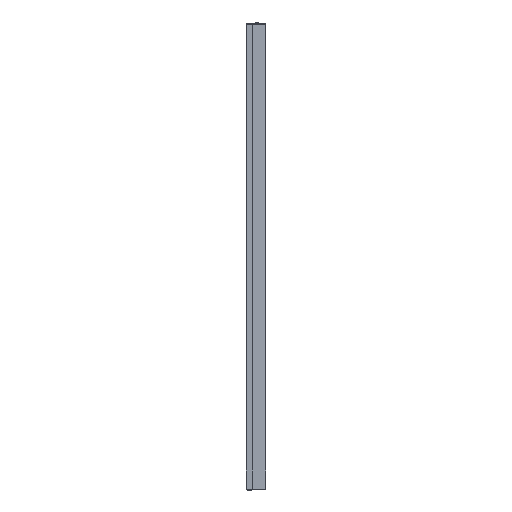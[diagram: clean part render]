
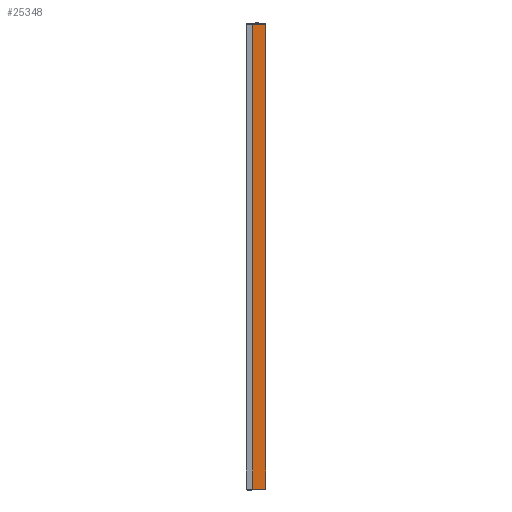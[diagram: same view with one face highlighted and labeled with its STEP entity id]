
A CAD part, left-side view. The second image highlights one B-rep face of the part: STEP entity #25348.
In plain terms, the highlighted planar face has unit normal (-1, 0, 0).
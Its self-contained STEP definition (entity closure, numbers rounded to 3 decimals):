
#793 = EDGE_LOOP ( 'NONE', ( #47621, #24291, #25544, #12548 ) ) ;
#2610 = AXIS2_PLACEMENT_3D ( 'NONE', #42360, #3960, #9234 ) ;
#3071 = CARTESIAN_POINT ( 'NONE',  ( -5.75, 30.925, 542. ) ) ;
#3960 = DIRECTION ( 'NONE',  ( 1., 0., 0. ) ) ;
#5325 = DIRECTION ( 'NONE',  ( 0., 0., 1. ) ) ;
#7264 = VERTEX_POINT ( 'NONE', #37128 ) ;
#7341 = VERTEX_POINT ( 'NONE', #3071 ) ;
#9234 = DIRECTION ( 'NONE',  ( 0., 1., 0. ) ) ;
#10522 = EDGE_CURVE ( 'NONE', #61311, #7264, #26616, .T. ) ;
#10594 = CARTESIAN_POINT ( 'NONE',  ( -5.75, 0.3, 542. ) ) ;
#12548 = ORIENTED_EDGE ( 'NONE', *, *, #16136, .T. ) ;
#16136 = EDGE_CURVE ( 'NONE', #7341, #61311, #47592, .T. ) ;
#16462 = VECTOR ( 'NONE', #59775, 1000. ) ;
#17656 = VECTOR ( 'NONE', #5325, 1000. ) ;
#19096 = CARTESIAN_POINT ( 'NONE',  ( -5.75, 30.925, 542. ) ) ;
#19728 = DIRECTION ( 'NONE',  ( 0., 0., -1. ) ) ;
#22235 = FACE_OUTER_BOUND ( 'NONE', #793, .T. ) ;
#24291 = ORIENTED_EDGE ( 'NONE', *, *, #51055, .T. ) ;
#24498 = VECTOR ( 'NONE', #26730, 1000. ) ;
#24995 = EDGE_CURVE ( 'NONE', #7341, #41369, #47394, .T. ) ;
#25348 = ADVANCED_FACE ( 'NONE', ( #22235 ), #60348, .F. ) ;
#25544 = ORIENTED_EDGE ( 'NONE', *, *, #24995, .F. ) ;
#26616 = LINE ( 'NONE', #41476, #16462 ) ;
#26730 = DIRECTION ( 'NONE',  ( 0., -1., 0. ) ) ;
#29904 = VECTOR ( 'NONE', #19728, 1000. ) ;
#33215 = LINE ( 'NONE', #10594, #17656 ) ;
#37128 = CARTESIAN_POINT ( 'NONE',  ( -5.75, 0.3, -542. ) ) ;
#40045 = CARTESIAN_POINT ( 'NONE',  ( -5.75, 0.3, 542. ) ) ;
#41369 = VERTEX_POINT ( 'NONE', #40045 ) ;
#41476 = CARTESIAN_POINT ( 'NONE',  ( -5.75, 0., -542. ) ) ;
#42360 = CARTESIAN_POINT ( 'NONE',  ( -5.75, 0., 542. ) ) ;
#47394 = LINE ( 'NONE', #50271, #24498 ) ;
#47592 = LINE ( 'NONE', #19096, #29904 ) ;
#47621 = ORIENTED_EDGE ( 'NONE', *, *, #10522, .T. ) ;
#50271 = CARTESIAN_POINT ( 'NONE',  ( -5.75, 0., 542. ) ) ;
#51055 = EDGE_CURVE ( 'NONE', #7264, #41369, #33215, .T. ) ;
#51366 = CARTESIAN_POINT ( 'NONE',  ( -5.75, 30.925, -542. ) ) ;
#59775 = DIRECTION ( 'NONE',  ( 0., -1., 0. ) ) ;
#60348 = PLANE ( 'NONE',  #2610 ) ;
#61311 = VERTEX_POINT ( 'NONE', #51366 ) ;
